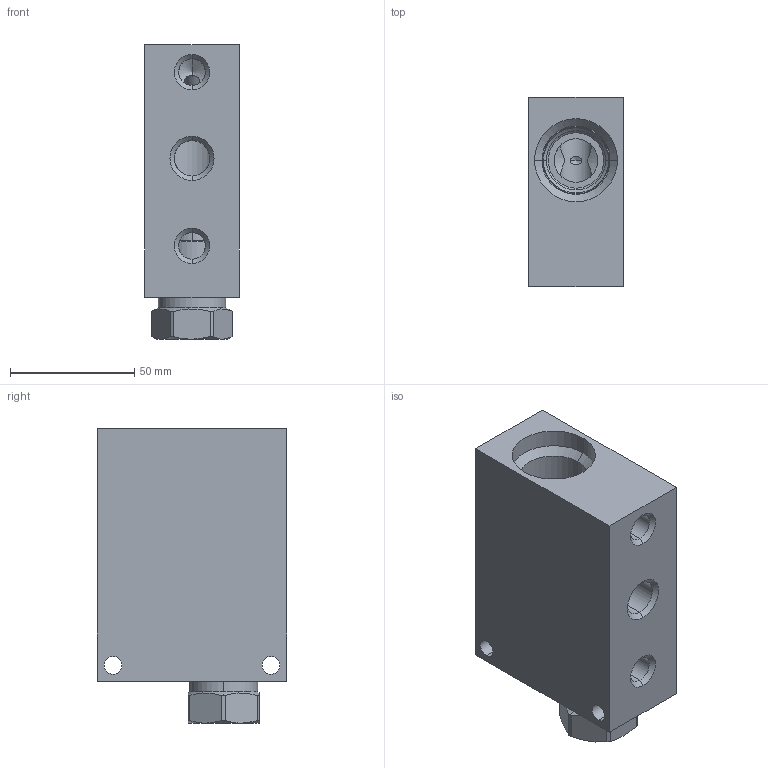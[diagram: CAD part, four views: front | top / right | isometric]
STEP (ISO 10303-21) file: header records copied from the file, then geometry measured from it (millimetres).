
FILE_DESCRIPTION((''),'2;1');
FILE_NAME('B6B_ASM','2022-07-27T',('ProEService'),(''),'PRO/ENGINEER BY PARAMETRIC TECHNOLOGY CORPORATION, 2014200','PRO/ENGINEER BY PARAMETRIC TECHNOLOGY CORPORATION, 2014200','');
FILE_SCHEMA(('CONFIG_CONTROL_DESIGN'));
Length unit declared in the file: inch
Products named in the file (3): 150-861-002; CXFAXCN; B6B_ASM
Assembly tree (2 placements, depth 2):
  B6B_ASM
    150-861-002
    CXFAXCN
Bounding box: 38.1 x 76.2 x 118.64 mm (x, y, z)
Volume: 246447.8 mm3; surface area: 50169.6 mm2
Topology: 4 solids, 4 shells, 178 faces, 644 edges, 561 vertices
Faces by surface type: cylinder 71, cone 48, plane 29, torus 22, revolution 8
Entity records: 8170 total; most frequent: CARTESIAN_POINT 2779, DIRECTION 1156, ORIENTED_EDGE 808, EDGE_CURVE 404, AXIS2_PLACEMENT_3D 389, VECTOR 370, LINE 370, VERTEX_POINT 242
